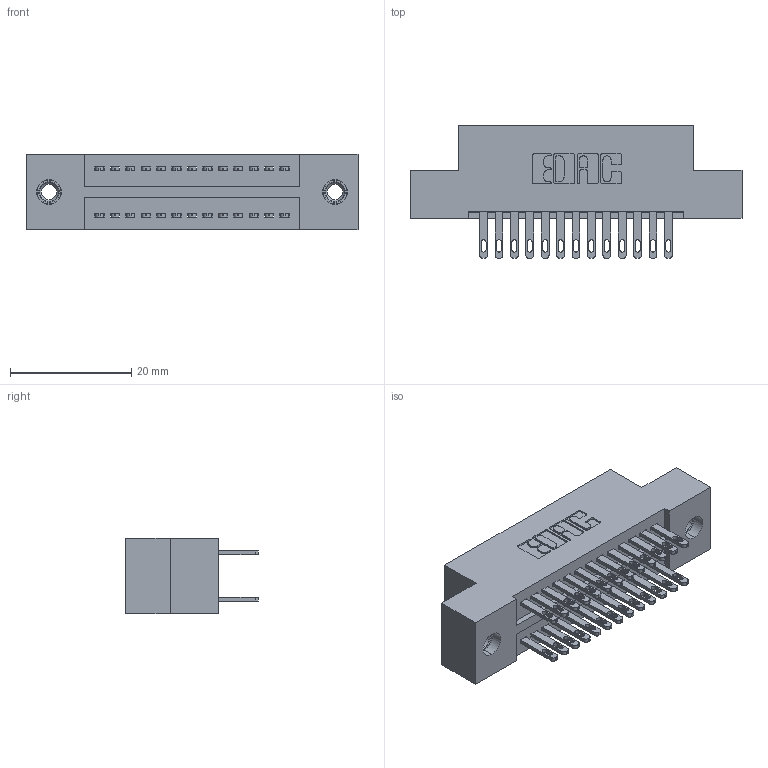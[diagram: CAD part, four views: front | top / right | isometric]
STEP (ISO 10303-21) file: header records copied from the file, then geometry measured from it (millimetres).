
FILE_DESCRIPTION (( 'STEP AP203' ), '1' );
FILE_NAME ('325-026-500-207.STEP', '2020-02-24T18:12:12', ( '' ), ( '' ), 'SwSTEP 2.0', 'SolidWorks 2016', '' );
FILE_SCHEMA (( 'CONFIG_CONTROL_DESIGN' ));
Length unit declared in the file: inch
Products named in the file (4): 345-250-001_345-250-005-103; 325-292-001_325-293-100; 325 Part_TI; 325-026-500-207
Assembly tree (29 placements, depth 2):
  325-026-500-207
    325 Part_TI
    325-292-001_325-293-100  x26
    345-250-001_345-250-005-103  x2
Bounding box: 54.74 x 21.84 x 12.45 mm (x, y, z)
Volume: 6872 mm3; surface area: 7928.1 mm2
Topology: 29 solids, 29 shells, 1422 faces, 4269 edges, 2838 vertices
Faces by surface type: plane 882, cylinder 524, cone 12, torus 4
Entity records: 13230 total; most frequent: CARTESIAN_POINT 2209, ORIENTED_EDGE 2138, DIRECTION 1971, EDGE_CURVE 1069, LINE 917, VECTOR 917, VERTEX_POINT 708, AXIS2_PLACEMENT_3D 527
